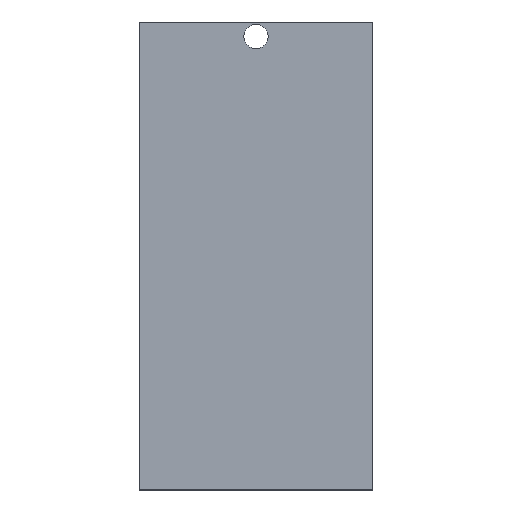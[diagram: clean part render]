
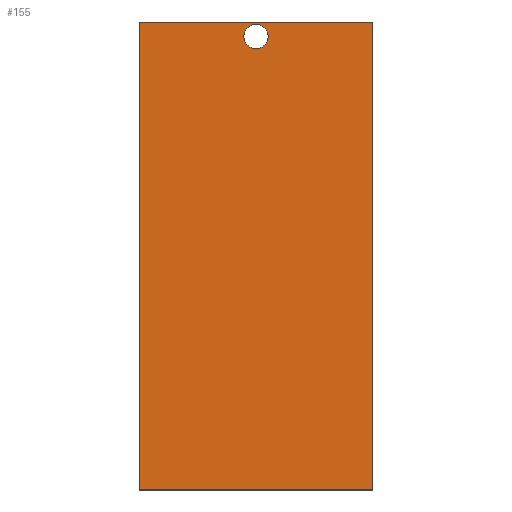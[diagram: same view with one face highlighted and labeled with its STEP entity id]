
A CAD part, top view. The second image highlights one B-rep face of the part: STEP entity #155.
In plain terms, the highlighted planar face has unit normal (0, 0, 1).
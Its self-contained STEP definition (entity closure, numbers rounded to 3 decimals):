
#19=FACE_BOUND('',#43,.T.);
#26=PLANE('',#182);
#34=FACE_OUTER_BOUND('',#42,.T.);
#42=EDGE_LOOP('',(#142,#143,#144,#145));
#43=EDGE_LOOP('',(#146));
#51=LINE('',#256,#66);
#54=LINE('',#261,#69);
#56=LINE('',#265,#71);
#58=LINE('',#268,#73);
#66=VECTOR('',#211,10.);
#69=VECTOR('',#216,10.);
#71=VECTOR('',#220,10.);
#73=VECTOR('',#224,10.);
#77=CIRCLE('',#177,2.5);
#85=VERTEX_POINT('',#250);
#86=VERTEX_POINT('',#254);
#87=VERTEX_POINT('',#255);
#88=VERTEX_POINT('',#260);
#89=VERTEX_POINT('',#264);
#100=EDGE_CURVE('',#85,#85,#77,.T.);
#101=EDGE_CURVE('',#86,#87,#51,.T.);
#104=EDGE_CURVE('',#88,#86,#54,.T.);
#106=EDGE_CURVE('',#89,#88,#56,.T.);
#108=EDGE_CURVE('',#87,#89,#58,.T.);
#142=ORIENTED_EDGE('',*,*,#108,.F.);
#143=ORIENTED_EDGE('',*,*,#101,.F.);
#144=ORIENTED_EDGE('',*,*,#104,.F.);
#145=ORIENTED_EDGE('',*,*,#106,.F.);
#146=ORIENTED_EDGE('',*,*,#100,.T.);
#155=ADVANCED_FACE('',(#34,#19),#26,.F.);
#177=AXIS2_PLACEMENT_3D('',#252,#207,#208);
#182=AXIS2_PLACEMENT_3D('',#269,#225,#226);
#207=DIRECTION('center_axis',(0.,0.,-1.));
#208=DIRECTION('ref_axis',(1.,0.,0.));
#211=DIRECTION('',(-1.,0.,0.));
#216=DIRECTION('',(0.,-1.,0.));
#220=DIRECTION('',(1.,0.,0.));
#224=DIRECTION('',(0.,1.,0.));
#225=DIRECTION('center_axis',(0.,0.,-1.));
#226=DIRECTION('ref_axis',(1.,0.,0.));
#250=CARTESIAN_POINT('',(25.,55.2,0.));
#252=CARTESIAN_POINT('Origin',(27.5,55.2,0.));
#254=CARTESIAN_POINT('',(51.6,-38.2,0.));
#255=CARTESIAN_POINT('',(3.4,-38.2,0.));
#256=CARTESIAN_POINT('',(51.6,-38.2,0.));
#260=CARTESIAN_POINT('',(51.6,58.2,0.));
#261=CARTESIAN_POINT('',(51.6,58.2,0.));
#264=CARTESIAN_POINT('',(3.4,58.2,0.));
#265=CARTESIAN_POINT('',(3.4,58.2,0.));
#268=CARTESIAN_POINT('',(3.4,-38.2,0.));
#269=CARTESIAN_POINT('Origin',(27.5,10.,0.));
